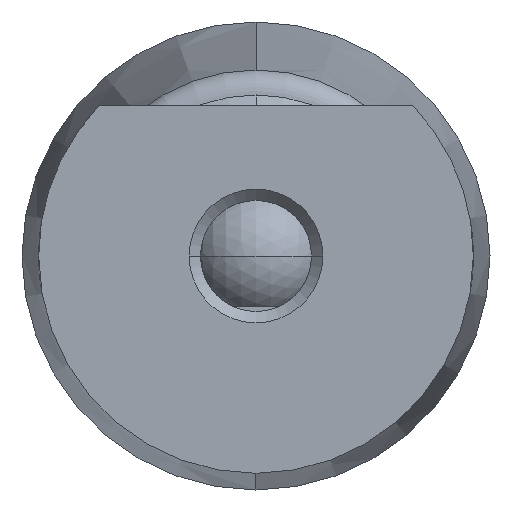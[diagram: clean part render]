
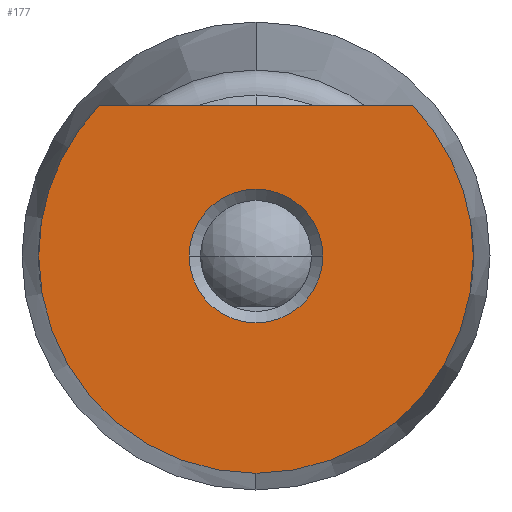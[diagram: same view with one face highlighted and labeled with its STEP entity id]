
A CAD part, front view. The second image highlights one B-rep face of the part: STEP entity #177.
In plain terms, the highlighted planar face has unit normal (0, -1, 0).
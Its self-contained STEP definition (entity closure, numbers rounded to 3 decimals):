
#177=ADVANCED_FACE('',(#351,#352),#353,.T.);
#351=FACE_BOUND('',#519,.T.);
#352=FACE_OUTER_BOUND('',#520,.T.);
#353=PLANE('',#521);
#519=EDGE_LOOP('',(#990,#991));
#520=EDGE_LOOP('',(#992,#993,#994,#995));
#521=AXIS2_PLACEMENT_3D('',#996,#997,#998);
#990=ORIENTED_EDGE('',*,*,#1119,.T.);
#991=ORIENTED_EDGE('',*,*,#1136,.T.);
#992=ORIENTED_EDGE('',*,*,#1183,.T.);
#993=ORIENTED_EDGE('',*,*,#1081,.T.);
#994=ORIENTED_EDGE('',*,*,#1086,.T.);
#995=ORIENTED_EDGE('',*,*,#1166,.T.);
#996=CARTESIAN_POINT('',(0.0,0.0,0.0));
#997=DIRECTION('',(0.0,-1.0,0.0));
#998=DIRECTION('',(-1.0,0.0,0.0));
#1081=EDGE_CURVE('',#1309,#1307,#1310,.T.);
#1086=EDGE_CURVE('',#1307,#1315,#1318,.T.);
#1119=EDGE_CURVE('',#1369,#1371,#1373,.T.);
#1136=EDGE_CURVE('',#1371,#1369,#1396,.T.);
#1166=EDGE_CURVE('',#1315,#1433,#1435,.T.);
#1183=EDGE_CURVE('',#1433,#1309,#1457,.T.);
#1307=VERTEX_POINT('',#1773);
#1309=VERTEX_POINT('',#1776);
#1310=CIRCLE('',#1777,13.0);
#1315=VERTEX_POINT('',#1783);
#1318=CIRCLE('',#1787,13.0);
#1369=VERTEX_POINT('',#1942);
#1371=VERTEX_POINT('',#1945);
#1373=CIRCLE('',#1948,4.0);
#1396=CIRCLE('',#1974,4.0);
#1433=VERTEX_POINT('',#2046);
#1435=CIRCLE('',#2049,13.0);
#1457=LINE('',#2089,#2090);
#1773=CARTESIAN_POINT('',(-13.0,0.0,0.));
#1776=CARTESIAN_POINT('',(-9.381,0.0,9.0));
#1777=AXIS2_PLACEMENT_3D('',#2224,#2225,#2226);
#1783=CARTESIAN_POINT('',(13.0,0.0,0.));
#1787=AXIS2_PLACEMENT_3D('',#2232,#2233,#2234);
#1942=CARTESIAN_POINT('',(-4.0,0.0,0.0));
#1945=CARTESIAN_POINT('',(4.0,0.0,0.));
#1948=AXIS2_PLACEMENT_3D('',#2271,#2272,#2273);
#1974=AXIS2_PLACEMENT_3D('',#2298,#2299,#2300);
#2046=CARTESIAN_POINT('',(9.381,0.0,9.0));
#2049=AXIS2_PLACEMENT_3D('',#2335,#2336,#2337);
#2089=CARTESIAN_POINT('',(0.0,0.0,9.0));
#2090=VECTOR('',#2350,1.0);
#2224=CARTESIAN_POINT('',(0.0,0.0,0.0));
#2225=DIRECTION('',(0.0,-1.0,0.0));
#2226=DIRECTION('',(1.0,0.0,0.0));
#2232=CARTESIAN_POINT('',(0.0,0.0,0.0));
#2233=DIRECTION('',(0.0,-1.0,0.0));
#2234=DIRECTION('',(1.0,0.0,0.0));
#2271=CARTESIAN_POINT('',(0.0,0.0,0.0));
#2272=DIRECTION('',(0.0,1.0,0.0));
#2273=DIRECTION('',(-1.0,0.0,0.0));
#2298=CARTESIAN_POINT('',(0.0,0.0,0.0));
#2299=DIRECTION('',(0.0,1.0,0.0));
#2300=DIRECTION('',(-1.0,0.0,0.0));
#2335=CARTESIAN_POINT('',(0.0,0.0,0.0));
#2336=DIRECTION('',(0.0,-1.0,0.0));
#2337=DIRECTION('',(1.0,0.0,0.0));
#2350=DIRECTION('',(-1.0,0.0,0.0));
